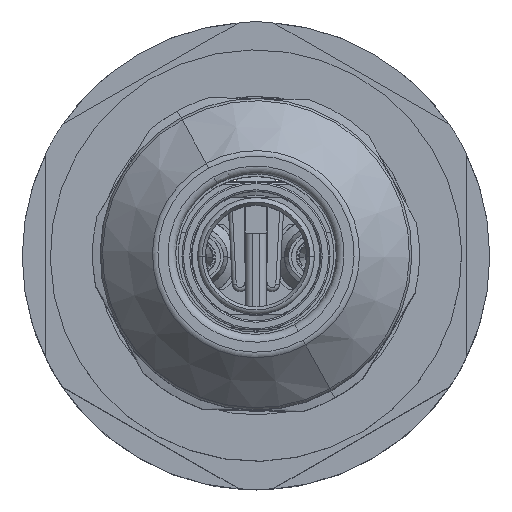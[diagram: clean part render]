
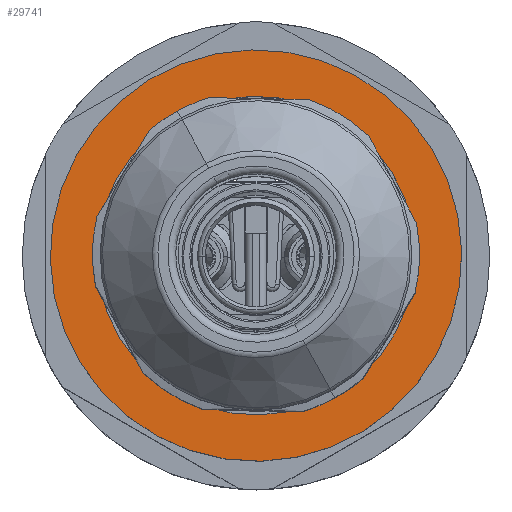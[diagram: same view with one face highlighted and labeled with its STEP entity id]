
A CAD part, top view. The second image highlights one B-rep face of the part: STEP entity #29741.
In plain terms, the highlighted planar face has unit normal (0, 0, 1).
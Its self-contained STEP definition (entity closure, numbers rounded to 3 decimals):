
#29521=AXIS2_PLACEMENT_3D('Circle Axis2P3D',#29519,#29520,$) ;
#29547=AXIS2_PLACEMENT_3D('Circle Axis2P3D',#29545,#29546,$) ;
#29717=AXIS2_PLACEMENT_3D('Plane Axis2P3D',#29714,#29715,#29716) ;
#29721=AXIS2_PLACEMENT_3D('Circle Axis2P3D',#29719,#29720,$) ;
#29730=AXIS2_PLACEMENT_3D('Circle Axis2P3D',#29728,#29729,$) ;
#29519=CARTESIAN_POINT('Axis2P3D Location',(15.,15.,28.913)) ;
#29523=CARTESIAN_POINT('Vertex',(6.268,9.68,28.913)) ;
#29525=CARTESIAN_POINT('Vertex',(23.732,20.32,28.913)) ;
#29545=CARTESIAN_POINT('Axis2P3D Location',(15.,15.,28.913)) ;
#29714=CARTESIAN_POINT('Axis2P3D Location',(9.888,6.145,28.913)) ;
#29719=CARTESIAN_POINT('Axis2P3D Location',(15.,15.,28.913)) ;
#29723=CARTESIAN_POINT('Vertex',(3.727,8.132,28.913)) ;
#29725=CARTESIAN_POINT('Vertex',(26.273,21.868,28.913)) ;
#29728=CARTESIAN_POINT('Axis2P3D Location',(15.,15.,28.913)) ;
#29520=DIRECTION('Axis2P3D Direction',(0.,0.,-1.)) ;
#29546=DIRECTION('Axis2P3D Direction',(0.,0.,-1.)) ;
#29715=DIRECTION('Axis2P3D Direction',(0.,0.,-1.)) ;
#29716=DIRECTION('Axis2P3D XDirection',(-0.866,0.5,0.)) ;
#29720=DIRECTION('Axis2P3D Direction',(0.,0.,-1.)) ;
#29729=DIRECTION('Axis2P3D Direction',(0.,0.,-1.)) ;
#29734=ORIENTED_EDGE('',*,*,#29727,.F.) ;
#29735=ORIENTED_EDGE('',*,*,#29732,.F.) ;
#29738=ORIENTED_EDGE('',*,*,#29549,.T.) ;
#29739=ORIENTED_EDGE('',*,*,#29527,.T.) ;
#29740=FACE_BOUND('',#29737,.T.) ;
#29741=ADVANCED_FACE('Hauptkoerper',(#29736,#29740),#29718,.F.) ;
#29522=CIRCLE('generated circle',#29521,10.225) ;
#29548=CIRCLE('generated circle',#29547,10.225) ;
#29722=CIRCLE('generated circle',#29721,13.2) ;
#29731=CIRCLE('generated circle',#29730,13.2) ;
#29527=EDGE_CURVE('',#29524,#29526,#29522,.T.) ;
#29549=EDGE_CURVE('',#29526,#29524,#29548,.T.) ;
#29727=EDGE_CURVE('',#29724,#29726,#29722,.T.) ;
#29732=EDGE_CURVE('',#29726,#29724,#29731,.T.) ;
#29733=EDGE_LOOP('',(#29734,#29735)) ;
#29737=EDGE_LOOP('',(#29738,#29739)) ;
#29736=FACE_OUTER_BOUND('',#29733,.T.) ;
#29718=PLANE('',#29717) ;
#29524=VERTEX_POINT('',#29523) ;
#29526=VERTEX_POINT('',#29525) ;
#29724=VERTEX_POINT('',#29723) ;
#29726=VERTEX_POINT('',#29725) ;
